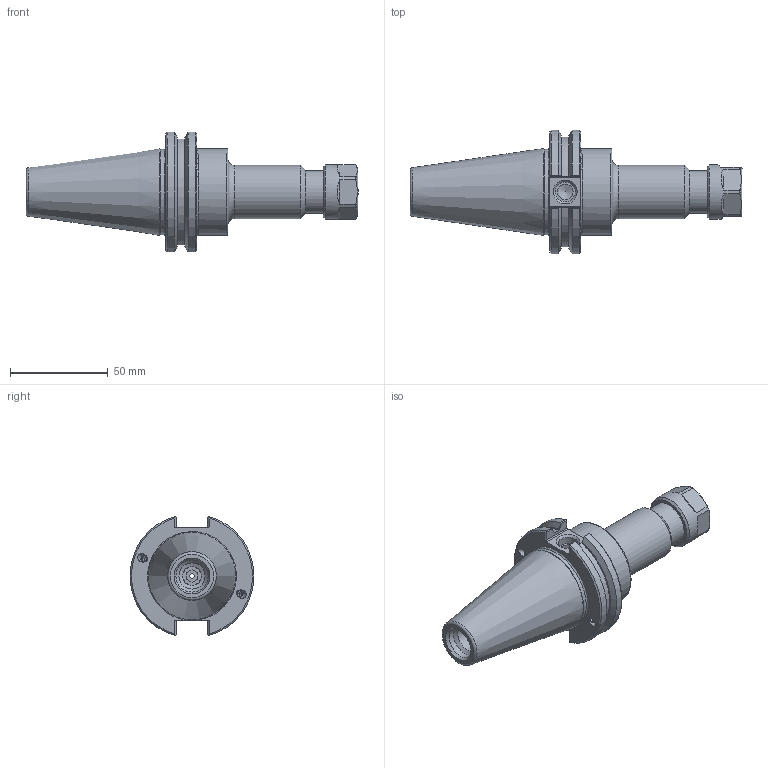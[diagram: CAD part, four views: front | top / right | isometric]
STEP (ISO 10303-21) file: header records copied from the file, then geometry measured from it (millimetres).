
FILE_DESCRIPTION(/* description */ ('ER COLLET CHUCK'),/* implementation_level */ '2;1');
FILE_NAME(/* name */ 'C40BC-16ERF400.stp',/* time_stamp */ '2017-01-19T16:14:19-05:00',/* author */ ('davhar'),/* organization */ (''),/* preprocessor_version */ 'ST-DEVELOPER v16.1',/* originating_system */ 'Autodesk Inventor 2016',/* authorisation */ '');
FILE_SCHEMA (('AUTOMOTIVE_DESIGN { 1 0 10303 214 3 1 1 }'));
Length unit declared in the file: inch
Products named in the file (6): C40BCB-16ER4-1; 029-965; C40BCB-16ER4-1_1; 16ERHN; BS-20; C40BC-16ERF400
Assembly tree (8 placements, depth 3):
  C40BC-16ERF400
    C40BCB-16ER4-1_1
      C40BCB-16ER4-1
      029-965  x4
    16ERHN
    BS-20
Bounding box: 169.85 x 63.26 x 61.11 mm (x, y, z)
Volume: 153338 mm3; surface area: 34382 mm2
Topology: 7 solids, 7 shells, 223 faces, 532 edges, 343 vertices
Faces by surface type: plane 103, cylinder 58, cone 39, torus 11, bspline 8, sphere 4
Full cylindrical faces by diameter (mm): 2.286 x1, 3.3 x4, 4 x8, 4.1 x4, 4.2 x4, 8 x1, 9.461 x1, 9.728 x1, 10.135 x1, 10.973 x1, 11.176 x1, 12.4 x1, 13.386 x1, 16.459 x1, 20.5 x1, 22 x1, 23 x1, 27.432 x1, 28 x1, 43.942 x1, 44.45 x1
Entity records: 6238 total; most frequent: CARTESIAN_POINT 2189, DIRECTION 784, ORIENTED_EDGE 726, EDGE_CURVE 363, AXIS2_PLACEMENT_3D 322, VERTEX_POINT 263, EDGE_LOOP 256, FACE_OUTER_BOUND 175
